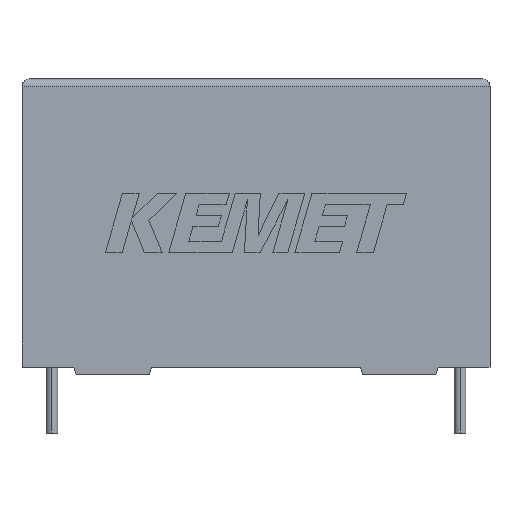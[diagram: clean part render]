
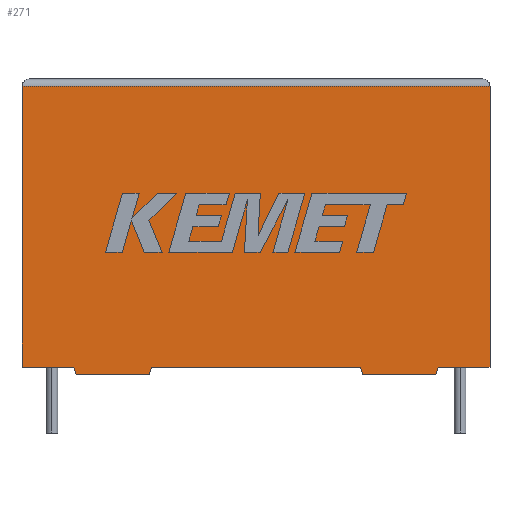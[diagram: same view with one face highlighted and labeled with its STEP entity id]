
A CAD part, top view. The second image highlights one B-rep face of the part: STEP entity #271.
In plain terms, the highlighted planar face has unit normal (0, 0, 1).
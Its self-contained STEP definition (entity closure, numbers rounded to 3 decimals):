
#82 = VECTOR ( 'NONE', #2344, 1000. ) ;
#105 = LINE ( 'NONE', #3097, #359 ) ;
#108 = VERTEX_POINT ( 'NONE', #3193 ) ;
#119 = PLANE ( 'NONE',  #2846 ) ;
#141 = CARTESIAN_POINT ( 'NONE',  ( 0., 19.2, 11.3 ) ) ;
#166 = FACE_OUTER_BOUND ( 'NONE', #558, .T. ) ;
#180 = VERTEX_POINT ( 'NONE', #2480 ) ;
#217 = CARTESIAN_POINT ( 'NONE',  ( 8.7, -0.5, 11.3 ) ) ;
#263 = VECTOR ( 'NONE', #3184, 1000. ) ;
#271 = ADVANCED_FACE ( 'NONE', ( #166 ), #119, .F. ) ;
#359 = VECTOR ( 'NONE', #1572, 1000. ) ;
#383 = VERTEX_POINT ( 'NONE', #1241 ) ;
#399 = VECTOR ( 'NONE', #509, 1000. ) ;
#415 = CARTESIAN_POINT ( 'NONE',  ( 0., 0., 11.3 ) ) ;
#502 = EDGE_CURVE ( 'NONE', #2694, #1898, #2465, .T. ) ;
#509 = DIRECTION ( 'NONE',  ( 0., 1., 0. ) ) ;
#557 = CARTESIAN_POINT ( 'NONE',  ( 28.45, 0., 11.3 ) ) ;
#558 = EDGE_LOOP ( 'NONE', ( #2797, #2090, #1384, #1923, #1672, #1052, #2116, #2650, #3087, #3122, #2948, #1520 ) ) ;
#572 = EDGE_CURVE ( 'NONE', #2442, #2694, #1026, .T. ) ;
#584 = LINE ( 'NONE', #217, #1565 ) ;
#597 = VERTEX_POINT ( 'NONE', #557 ) ;
#635 = DIRECTION ( 'NONE',  ( -1., 0., 0. ) ) ;
#685 = DIRECTION ( 'NONE',  ( 0., 0., -1. ) ) ;
#751 = CARTESIAN_POINT ( 'NONE',  ( 28.3, -0.5, 11.3 ) ) ;
#801 = LINE ( 'NONE', #1426, #1487 ) ;
#827 = EDGE_CURVE ( 'NONE', #1155, #2000, #2359, .T. ) ;
#968 = CARTESIAN_POINT ( 'NONE',  ( 23.3, -0.5, 11.3 ) ) ;
#975 = DIRECTION ( 'NONE',  ( -1., 0., 0. ) ) ;
#1026 = LINE ( 'NONE', #1270, #2974 ) ;
#1052 = ORIENTED_EDGE ( 'NONE', *, *, #1284, .T. ) ;
#1095 = LINE ( 'NONE', #968, #3050 ) ;
#1140 = VERTEX_POINT ( 'NONE', #3156 ) ;
#1155 = VERTEX_POINT ( 'NONE', #1206 ) ;
#1191 = CARTESIAN_POINT ( 'NONE',  ( 32., 0., 11.3 ) ) ;
#1206 = CARTESIAN_POINT ( 'NONE',  ( 8.85, 0., 11.3 ) ) ;
#1241 = CARTESIAN_POINT ( 'NONE',  ( 3.7, -0.5, 11.3 ) ) ;
#1243 = DIRECTION ( 'NONE',  ( 0.287, 0.958, 0. ) ) ;
#1252 = CARTESIAN_POINT ( 'NONE',  ( 3.55, 0., 11.3 ) ) ;
#1259 = LINE ( 'NONE', #2486, #2860 ) ;
#1264 = EDGE_CURVE ( 'NONE', #597, #3096, #801, .T. ) ;
#1270 = CARTESIAN_POINT ( 'NONE',  ( 0., 0., 11.3 ) ) ;
#1284 = EDGE_CURVE ( 'NONE', #383, #108, #2233, .T. ) ;
#1384 = ORIENTED_EDGE ( 'NONE', *, *, #572, .T. ) ;
#1426 = CARTESIAN_POINT ( 'NONE',  ( 28.45, 0., 11.3 ) ) ;
#1433 = EDGE_CURVE ( 'NONE', #1140, #2442, #2319, .T. ) ;
#1487 = VECTOR ( 'NONE', #2429, 1000. ) ;
#1520 = ORIENTED_EDGE ( 'NONE', *, *, #1931, .T. ) ;
#1531 = DIRECTION ( 'NONE',  ( 1., 0., 0. ) ) ;
#1547 = CARTESIAN_POINT ( 'NONE',  ( 0., 0., 11.3 ) ) ;
#1552 = CARTESIAN_POINT ( 'NONE',  ( 0., 19.2, 11.3 ) ) ;
#1565 = VECTOR ( 'NONE', #1243, 1000. ) ;
#1572 = DIRECTION ( 'NONE',  ( 1., 0., 0. ) ) ;
#1672 = ORIENTED_EDGE ( 'NONE', *, *, #2260, .T. ) ;
#1799 = VECTOR ( 'NONE', #635, 1000. ) ;
#1807 = VERTEX_POINT ( 'NONE', #2312 ) ;
#1875 = DIRECTION ( 'NONE',  ( -1., 0., 0. ) ) ;
#1898 = VERTEX_POINT ( 'NONE', #2570 ) ;
#1923 = ORIENTED_EDGE ( 'NONE', *, *, #502, .T. ) ;
#1931 = EDGE_CURVE ( 'NONE', #597, #180, #105, .T. ) ;
#1950 = CARTESIAN_POINT ( 'NONE',  ( 3.7, -0.5, 11.3 ) ) ;
#2000 = VERTEX_POINT ( 'NONE', #2108 ) ;
#2090 = ORIENTED_EDGE ( 'NONE', *, *, #1433, .T. ) ;
#2108 = CARTESIAN_POINT ( 'NONE',  ( 23.15, 0., 11.3 ) ) ;
#2116 = ORIENTED_EDGE ( 'NONE', *, *, #3095, .T. ) ;
#2148 = CARTESIAN_POINT ( 'NONE',  ( 0., 0., 11.3 ) ) ;
#2151 = LINE ( 'NONE', #1252, #2343 ) ;
#2153 = EDGE_CURVE ( 'NONE', #1807, #2000, #1095, .T. ) ;
#2212 = DIRECTION ( 'NONE',  ( -0.287, 0.958, 0. ) ) ;
#2233 = LINE ( 'NONE', #1950, #263 ) ;
#2240 = EDGE_CURVE ( 'NONE', #180, #1140, #2555, .T. ) ;
#2260 = EDGE_CURVE ( 'NONE', #1898, #383, #2151, .T. ) ;
#2312 = CARTESIAN_POINT ( 'NONE',  ( 23.3, -0.5, 11.3 ) ) ;
#2319 = LINE ( 'NONE', #141, #1799 ) ;
#2324 = CARTESIAN_POINT ( 'NONE',  ( 0., 0., 11.3 ) ) ;
#2343 = VECTOR ( 'NONE', #2526, 1000. ) ;
#2344 = DIRECTION ( 'NONE',  ( 1., 0., 0. ) ) ;
#2359 = LINE ( 'NONE', #1547, #82 ) ;
#2429 = DIRECTION ( 'NONE',  ( -0.287, -0.958, 0. ) ) ;
#2442 = VERTEX_POINT ( 'NONE', #1552 ) ;
#2465 = LINE ( 'NONE', #2324, #3016 ) ;
#2480 = CARTESIAN_POINT ( 'NONE',  ( 32., 0., 11.3 ) ) ;
#2486 = CARTESIAN_POINT ( 'NONE',  ( 28.3, -0.5, 11.3 ) ) ;
#2526 = DIRECTION ( 'NONE',  ( 0.287, -0.958, 0. ) ) ;
#2555 = LINE ( 'NONE', #1191, #399 ) ;
#2570 = CARTESIAN_POINT ( 'NONE',  ( 3.55, 0., 11.3 ) ) ;
#2578 = DIRECTION ( 'NONE',  ( 0., -1., 0. ) ) ;
#2650 = ORIENTED_EDGE ( 'NONE', *, *, #827, .T. ) ;
#2694 = VERTEX_POINT ( 'NONE', #415 ) ;
#2797 = ORIENTED_EDGE ( 'NONE', *, *, #2240, .T. ) ;
#2805 = EDGE_CURVE ( 'NONE', #3096, #1807, #1259, .T. ) ;
#2846 = AXIS2_PLACEMENT_3D ( 'NONE', #2148, #685, #1875 ) ;
#2860 = VECTOR ( 'NONE', #975, 1000. ) ;
#2948 = ORIENTED_EDGE ( 'NONE', *, *, #1264, .F. ) ;
#2974 = VECTOR ( 'NONE', #2578, 1000. ) ;
#3016 = VECTOR ( 'NONE', #1531, 1000. ) ;
#3050 = VECTOR ( 'NONE', #2212, 1000. ) ;
#3087 = ORIENTED_EDGE ( 'NONE', *, *, #2153, .F. ) ;
#3095 = EDGE_CURVE ( 'NONE', #108, #1155, #584, .T. ) ;
#3096 = VERTEX_POINT ( 'NONE', #751 ) ;
#3097 = CARTESIAN_POINT ( 'NONE',  ( 0., 0., 11.3 ) ) ;
#3122 = ORIENTED_EDGE ( 'NONE', *, *, #2805, .F. ) ;
#3156 = CARTESIAN_POINT ( 'NONE',  ( 32., 19.2, 11.3 ) ) ;
#3184 = DIRECTION ( 'NONE',  ( 1., 0., 0. ) ) ;
#3193 = CARTESIAN_POINT ( 'NONE',  ( 8.7, -0.5, 11.3 ) ) ;
